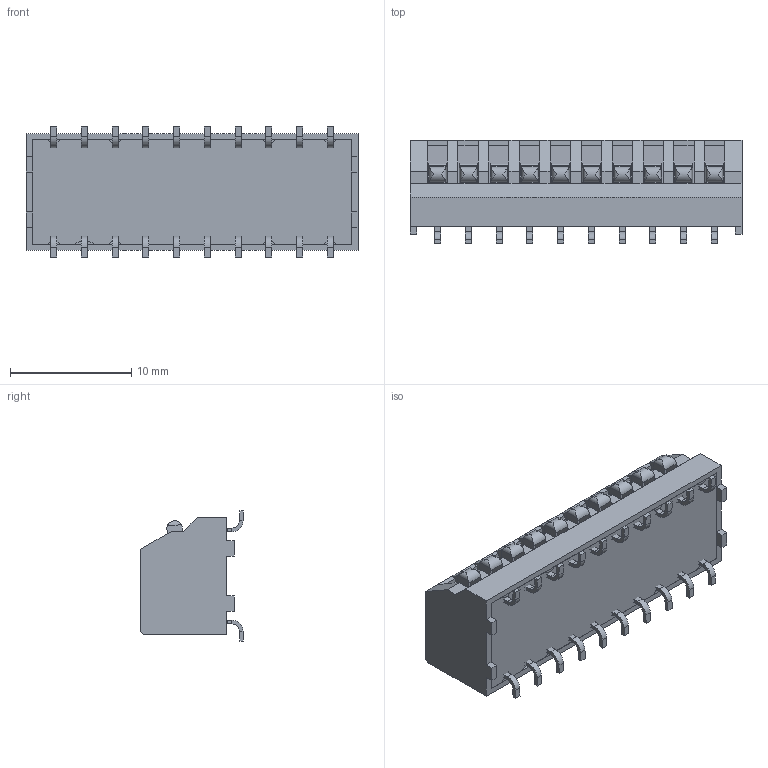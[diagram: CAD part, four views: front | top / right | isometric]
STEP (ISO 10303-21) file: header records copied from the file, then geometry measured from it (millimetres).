
FILE_DESCRIPTION((''),'2;1');
FILE_NAME('76HPSB10GWRT_SW0001','2020-01-30T',('ERENKOR'),(''),'PRO/ENGINEER BY PARAMETRIC TECHNOLOGY CORPORATION, 2016100','PRO/ENGINEER BY PARAMETRIC TECHNOLOGY CORPORATION, 2016100','');
FILE_SCHEMA(('CONFIG_CONTROL_DESIGN'));
Length unit declared in the file: inch
Products named in the file (1): 76HPSB10GWRT_SW0001
Bounding box: 27.43 x 8.51 x 10.77 mm (x, y, z)
Surface area: 1706.2 mm2 (no closed solid volume)
Topology: 0 solids, 53 shells, 449 faces, 1744 edges, 1338 vertices
Faces by surface type: plane 338, cylinder 111
Entity records: 18521 total; most frequent: CARTESIAN_POINT 4411, DIRECTION 2775, ORIENTED_EDGE 2578, EDGE_CURVE 1744, VECTOR 1371, LINE 1371, VERTEX_POINT 1338, AXIS2_PLACEMENT_3D 702
